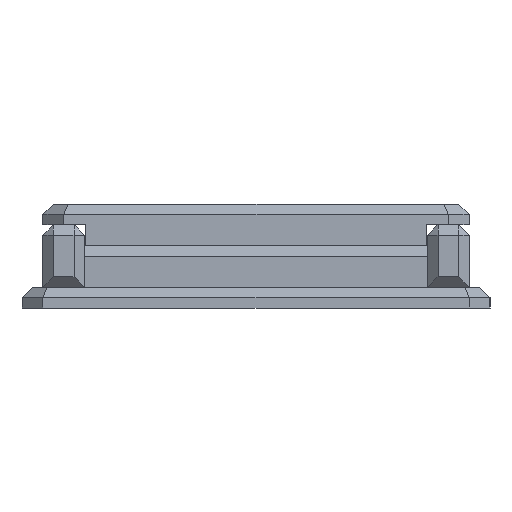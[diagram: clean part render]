
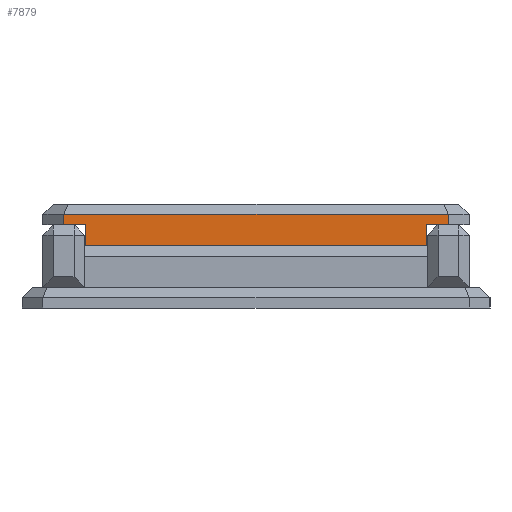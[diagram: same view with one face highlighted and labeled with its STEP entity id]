
A CAD part, left-side view. The second image highlights one B-rep face of the part: STEP entity #7879.
In plain terms, the highlighted planar face has unit normal (-1, 0, 0).
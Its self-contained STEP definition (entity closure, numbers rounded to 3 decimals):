
#7416 = PLANE('',#7417);
#7417 = AXIS2_PLACEMENT_3D('',#7418,#7419,#7420);
#7418 = CARTESIAN_POINT('',(-54.,-21.,50.));
#7419 = DIRECTION('',(0.707,0.707,0.));
#7420 = DIRECTION('',(0.,0.,-1.));
#7498 = PLANE('',#7499);
#7499 = AXIS2_PLACEMENT_3D('',#7500,#7501,#7502);
#7500 = CARTESIAN_POINT('',(-55.,-22.,50.));
#7501 = DIRECTION('',(0.,0.,1.));
#7502 = DIRECTION('',(1.,0.,0.));
#7515 = VERTEX_POINT('',#7516);
#7516 = CARTESIAN_POINT('',(-55.,-20.,51.));
#7542 = EDGE_CURVE('',#7543,#7515,#7545,.T.);
#7543 = VERTEX_POINT('',#7544);
#7544 = CARTESIAN_POINT('',(-55.,-20.,50.));
#7545 = SURFACE_CURVE('',#7546,(#7550,#7557),.PCURVE_S1.);
#7546 = LINE('',#7547,#7548);
#7547 = CARTESIAN_POINT('',(-55.,-20.,50.));
#7548 = VECTOR('',#7549,1.);
#7549 = DIRECTION('',(0.,0.,1.));
#7550 = PCURVE('',#7416,#7551);
#7551 = DEFINITIONAL_REPRESENTATION('',(#7552),#7556);
#7552 = LINE('',#7553,#7554);
#7553 = CARTESIAN_POINT('',(-0.,1.414));
#7554 = VECTOR('',#7555,1.);
#7555 = DIRECTION('',(-1.,0.));
#7556 = ( GEOMETRIC_REPRESENTATION_CONTEXT(2) 
PARAMETRIC_REPRESENTATION_CONTEXT() REPRESENTATION_CONTEXT('2D SPACE',''
  ) );
#7557 = PCURVE('',#7558,#7563);
#7558 = PLANE('',#7559);
#7559 = AXIS2_PLACEMENT_3D('',#7560,#7561,#7562);
#7560 = CARTESIAN_POINT('',(-55.,-1.5,48.502));
#7561 = DIRECTION('',(-1.,-0.,-0.));
#7562 = DIRECTION('',(0.,0.,-1.));
#7563 = DEFINITIONAL_REPRESENTATION('',(#7564),#7568);
#7564 = LINE('',#7565,#7566);
#7565 = CARTESIAN_POINT('',(-1.498,18.5));
#7566 = VECTOR('',#7567,1.);
#7567 = DIRECTION('',(-1.,0.));
#7568 = ( GEOMETRIC_REPRESENTATION_CONTEXT(2) 
PARAMETRIC_REPRESENTATION_CONTEXT() REPRESENTATION_CONTEXT('2D SPACE',''
  ) );
#7751 = EDGE_CURVE('',#7543,#7752,#7754,.T.);
#7752 = VERTEX_POINT('',#7753);
#7753 = CARTESIAN_POINT('',(-55.,-17.9,50.));
#7754 = SURFACE_CURVE('',#7755,(#7759,#7766),.PCURVE_S1.);
#7755 = LINE('',#7756,#7757);
#7756 = CARTESIAN_POINT('',(-55.,-22.,50.));
#7757 = VECTOR('',#7758,1.);
#7758 = DIRECTION('',(0.,1.,0.));
#7759 = PCURVE('',#7498,#7760);
#7760 = DEFINITIONAL_REPRESENTATION('',(#7761),#7765);
#7761 = LINE('',#7762,#7763);
#7762 = CARTESIAN_POINT('',(0.,0.));
#7763 = VECTOR('',#7764,1.);
#7764 = DIRECTION('',(0.,1.));
#7765 = ( GEOMETRIC_REPRESENTATION_CONTEXT(2) 
PARAMETRIC_REPRESENTATION_CONTEXT() REPRESENTATION_CONTEXT('2D SPACE',''
  ) );
#7766 = PCURVE('',#7558,#7767);
#7767 = DEFINITIONAL_REPRESENTATION('',(#7768),#7772);
#7768 = LINE('',#7769,#7770);
#7769 = CARTESIAN_POINT('',(-1.498,20.5));
#7770 = VECTOR('',#7771,1.);
#7771 = DIRECTION('',(0.,-1.));
#7772 = ( GEOMETRIC_REPRESENTATION_CONTEXT(2) 
PARAMETRIC_REPRESENTATION_CONTEXT() REPRESENTATION_CONTEXT('2D SPACE',''
  ) );
#7814 = PLANE('',#7815);
#7815 = AXIS2_PLACEMENT_3D('',#7816,#7817,#7818);
#7816 = CARTESIAN_POINT('',(-55.,-17.9,44.));
#7817 = DIRECTION('',(0.,1.,0.));
#7818 = DIRECTION('',(0.,0.,1.));
#7847 = PLANE('',#7848);
#7848 = AXIS2_PLACEMENT_3D('',#7849,#7850,#7851);
#7849 = CARTESIAN_POINT('',(-54.5,-20.,51.5));
#7850 = DIRECTION('',(-0.707,0.,0.707));
#7851 = DIRECTION('',(0.,1.,0.));
#7879 = ADVANCED_FACE('',(#7880),#7558,.T.);
#7880 = FACE_BOUND('',#7881,.T.);
#7881 = EDGE_LOOP('',(#7882,#7912,#7940,#7968,#7996,#8017,#8018,#8019));
#7882 = ORIENTED_EDGE('',*,*,#7883,.F.);
#7883 = EDGE_CURVE('',#7884,#7886,#7888,.T.);
#7884 = VERTEX_POINT('',#7885);
#7885 = CARTESIAN_POINT('',(-55.,17.,50.));
#7886 = VERTEX_POINT('',#7887);
#7887 = CARTESIAN_POINT('',(-55.,17.,51.));
#7888 = SURFACE_CURVE('',#7889,(#7893,#7900),.PCURVE_S1.);
#7889 = LINE('',#7890,#7891);
#7890 = CARTESIAN_POINT('',(-55.,17.,50.));
#7891 = VECTOR('',#7892,1.);
#7892 = DIRECTION('',(0.,0.,1.));
#7893 = PCURVE('',#7558,#7894);
#7894 = DEFINITIONAL_REPRESENTATION('',(#7895),#7899);
#7895 = LINE('',#7896,#7897);
#7896 = CARTESIAN_POINT('',(-1.498,-18.5));
#7897 = VECTOR('',#7898,1.);
#7898 = DIRECTION('',(-1.,0.));
#7899 = ( GEOMETRIC_REPRESENTATION_CONTEXT(2) 
PARAMETRIC_REPRESENTATION_CONTEXT() REPRESENTATION_CONTEXT('2D SPACE',''
  ) );
#7900 = PCURVE('',#7901,#7906);
#7901 = PLANE('',#7902);
#7902 = AXIS2_PLACEMENT_3D('',#7903,#7904,#7905);
#7903 = CARTESIAN_POINT('',(-54.,18.,50.));
#7904 = DIRECTION('',(-0.707,0.707,0.));
#7905 = DIRECTION('',(-0.,-0.,-1.));
#7906 = DEFINITIONAL_REPRESENTATION('',(#7907),#7911);
#7907 = LINE('',#7908,#7909);
#7908 = CARTESIAN_POINT('',(-0.,1.414));
#7909 = VECTOR('',#7910,1.);
#7910 = DIRECTION('',(-1.,0.));
#7911 = ( GEOMETRIC_REPRESENTATION_CONTEXT(2) 
PARAMETRIC_REPRESENTATION_CONTEXT() REPRESENTATION_CONTEXT('2D SPACE',''
  ) );
#7912 = ORIENTED_EDGE('',*,*,#7913,.F.);
#7913 = EDGE_CURVE('',#7914,#7884,#7916,.T.);
#7914 = VERTEX_POINT('',#7915);
#7915 = CARTESIAN_POINT('',(-55.,14.9,50.));
#7916 = SURFACE_CURVE('',#7917,(#7921,#7928),.PCURVE_S1.);
#7917 = LINE('',#7918,#7919);
#7918 = CARTESIAN_POINT('',(-55.,-22.,50.));
#7919 = VECTOR('',#7920,1.);
#7920 = DIRECTION('',(0.,1.,0.));
#7921 = PCURVE('',#7558,#7922);
#7922 = DEFINITIONAL_REPRESENTATION('',(#7923),#7927);
#7923 = LINE('',#7924,#7925);
#7924 = CARTESIAN_POINT('',(-1.498,20.5));
#7925 = VECTOR('',#7926,1.);
#7926 = DIRECTION('',(0.,-1.));
#7927 = ( GEOMETRIC_REPRESENTATION_CONTEXT(2) 
PARAMETRIC_REPRESENTATION_CONTEXT() REPRESENTATION_CONTEXT('2D SPACE',''
  ) );
#7928 = PCURVE('',#7929,#7934);
#7929 = PLANE('',#7930);
#7930 = AXIS2_PLACEMENT_3D('',#7931,#7932,#7933);
#7931 = CARTESIAN_POINT('',(-55.,-22.,50.));
#7932 = DIRECTION('',(0.,0.,1.));
#7933 = DIRECTION('',(1.,0.,0.));
#7934 = DEFINITIONAL_REPRESENTATION('',(#7935),#7939);
#7935 = LINE('',#7936,#7937);
#7936 = CARTESIAN_POINT('',(0.,0.));
#7937 = VECTOR('',#7938,1.);
#7938 = DIRECTION('',(0.,1.));
#7939 = ( GEOMETRIC_REPRESENTATION_CONTEXT(2) 
PARAMETRIC_REPRESENTATION_CONTEXT() REPRESENTATION_CONTEXT('2D SPACE',''
  ) );
#7940 = ORIENTED_EDGE('',*,*,#7941,.F.);
#7941 = EDGE_CURVE('',#7942,#7914,#7944,.T.);
#7942 = VERTEX_POINT('',#7943);
#7943 = CARTESIAN_POINT('',(-55.,14.9,44.));
#7944 = SURFACE_CURVE('',#7945,(#7949,#7956),.PCURVE_S1.);
#7945 = LINE('',#7946,#7947);
#7946 = CARTESIAN_POINT('',(-55.,14.9,44.));
#7947 = VECTOR('',#7948,1.);
#7948 = DIRECTION('',(0.,0.,1.));
#7949 = PCURVE('',#7558,#7950);
#7950 = DEFINITIONAL_REPRESENTATION('',(#7951),#7955);
#7951 = LINE('',#7952,#7953);
#7952 = CARTESIAN_POINT('',(4.502,-16.4));
#7953 = VECTOR('',#7954,1.);
#7954 = DIRECTION('',(-1.,0.));
#7955 = ( GEOMETRIC_REPRESENTATION_CONTEXT(2) 
PARAMETRIC_REPRESENTATION_CONTEXT() REPRESENTATION_CONTEXT('2D SPACE',''
  ) );
#7956 = PCURVE('',#7957,#7962);
#7957 = PLANE('',#7958);
#7958 = AXIS2_PLACEMENT_3D('',#7959,#7960,#7961);
#7959 = CARTESIAN_POINT('',(-55.,14.9,44.));
#7960 = DIRECTION('',(0.,1.,0.));
#7961 = DIRECTION('',(0.,0.,1.));
#7962 = DEFINITIONAL_REPRESENTATION('',(#7963),#7967);
#7963 = LINE('',#7964,#7965);
#7964 = CARTESIAN_POINT('',(0.,0.));
#7965 = VECTOR('',#7966,1.);
#7966 = DIRECTION('',(1.,0.));
#7967 = ( GEOMETRIC_REPRESENTATION_CONTEXT(2) 
PARAMETRIC_REPRESENTATION_CONTEXT() REPRESENTATION_CONTEXT('2D SPACE',''
  ) );
#7968 = ORIENTED_EDGE('',*,*,#7969,.F.);
#7969 = EDGE_CURVE('',#7970,#7942,#7972,.T.);
#7970 = VERTEX_POINT('',#7971);
#7971 = CARTESIAN_POINT('',(-55.,-17.9,44.));
#7972 = SURFACE_CURVE('',#7973,(#7977,#7984),.PCURVE_S1.);
#7973 = LINE('',#7974,#7975);
#7974 = CARTESIAN_POINT('',(-55.,-17.9,44.));
#7975 = VECTOR('',#7976,1.);
#7976 = DIRECTION('',(0.,1.,0.));
#7977 = PCURVE('',#7558,#7978);
#7978 = DEFINITIONAL_REPRESENTATION('',(#7979),#7983);
#7979 = LINE('',#7980,#7981);
#7980 = CARTESIAN_POINT('',(4.502,16.4));
#7981 = VECTOR('',#7982,1.);
#7982 = DIRECTION('',(0.,-1.));
#7983 = ( GEOMETRIC_REPRESENTATION_CONTEXT(2) 
PARAMETRIC_REPRESENTATION_CONTEXT() REPRESENTATION_CONTEXT('2D SPACE',''
  ) );
#7984 = PCURVE('',#7985,#7990);
#7985 = PLANE('',#7986);
#7986 = AXIS2_PLACEMENT_3D('',#7987,#7988,#7989);
#7987 = CARTESIAN_POINT('',(-55.,-17.9,44.));
#7988 = DIRECTION('',(0.,0.,1.));
#7989 = DIRECTION('',(1.,0.,0.));
#7990 = DEFINITIONAL_REPRESENTATION('',(#7991),#7995);
#7991 = LINE('',#7992,#7993);
#7992 = CARTESIAN_POINT('',(0.,0.));
#7993 = VECTOR('',#7994,1.);
#7994 = DIRECTION('',(0.,1.));
#7995 = ( GEOMETRIC_REPRESENTATION_CONTEXT(2) 
PARAMETRIC_REPRESENTATION_CONTEXT() REPRESENTATION_CONTEXT('2D SPACE',''
  ) );
#7996 = ORIENTED_EDGE('',*,*,#7997,.T.);
#7997 = EDGE_CURVE('',#7970,#7752,#7998,.T.);
#7998 = SURFACE_CURVE('',#7999,(#8003,#8010),.PCURVE_S1.);
#7999 = LINE('',#8000,#8001);
#8000 = CARTESIAN_POINT('',(-55.,-17.9,44.));
#8001 = VECTOR('',#8002,1.);
#8002 = DIRECTION('',(0.,0.,1.));
#8003 = PCURVE('',#7558,#8004);
#8004 = DEFINITIONAL_REPRESENTATION('',(#8005),#8009);
#8005 = LINE('',#8006,#8007);
#8006 = CARTESIAN_POINT('',(4.502,16.4));
#8007 = VECTOR('',#8008,1.);
#8008 = DIRECTION('',(-1.,0.));
#8009 = ( GEOMETRIC_REPRESENTATION_CONTEXT(2) 
PARAMETRIC_REPRESENTATION_CONTEXT() REPRESENTATION_CONTEXT('2D SPACE',''
  ) );
#8010 = PCURVE('',#7814,#8011);
#8011 = DEFINITIONAL_REPRESENTATION('',(#8012),#8016);
#8012 = LINE('',#8013,#8014);
#8013 = CARTESIAN_POINT('',(0.,0.));
#8014 = VECTOR('',#8015,1.);
#8015 = DIRECTION('',(1.,0.));
#8016 = ( GEOMETRIC_REPRESENTATION_CONTEXT(2) 
PARAMETRIC_REPRESENTATION_CONTEXT() REPRESENTATION_CONTEXT('2D SPACE',''
  ) );
#8017 = ORIENTED_EDGE('',*,*,#7751,.F.);
#8018 = ORIENTED_EDGE('',*,*,#7542,.T.);
#8019 = ORIENTED_EDGE('',*,*,#8020,.T.);
#8020 = EDGE_CURVE('',#7515,#7886,#8021,.T.);
#8021 = SURFACE_CURVE('',#8022,(#8026,#8033),.PCURVE_S1.);
#8022 = LINE('',#8023,#8024);
#8023 = CARTESIAN_POINT('',(-55.,-20.,51.));
#8024 = VECTOR('',#8025,1.);
#8025 = DIRECTION('',(0.,1.,0.));
#8026 = PCURVE('',#7558,#8027);
#8027 = DEFINITIONAL_REPRESENTATION('',(#8028),#8032);
#8028 = LINE('',#8029,#8030);
#8029 = CARTESIAN_POINT('',(-2.498,18.5));
#8030 = VECTOR('',#8031,1.);
#8031 = DIRECTION('',(0.,-1.));
#8032 = ( GEOMETRIC_REPRESENTATION_CONTEXT(2) 
PARAMETRIC_REPRESENTATION_CONTEXT() REPRESENTATION_CONTEXT('2D SPACE',''
  ) );
#8033 = PCURVE('',#7847,#8034);
#8034 = DEFINITIONAL_REPRESENTATION('',(#8035),#8039);
#8035 = LINE('',#8036,#8037);
#8036 = CARTESIAN_POINT('',(0.,0.707));
#8037 = VECTOR('',#8038,1.);
#8038 = DIRECTION('',(1.,0.));
#8039 = ( GEOMETRIC_REPRESENTATION_CONTEXT(2) 
PARAMETRIC_REPRESENTATION_CONTEXT() REPRESENTATION_CONTEXT('2D SPACE',''
  ) );
